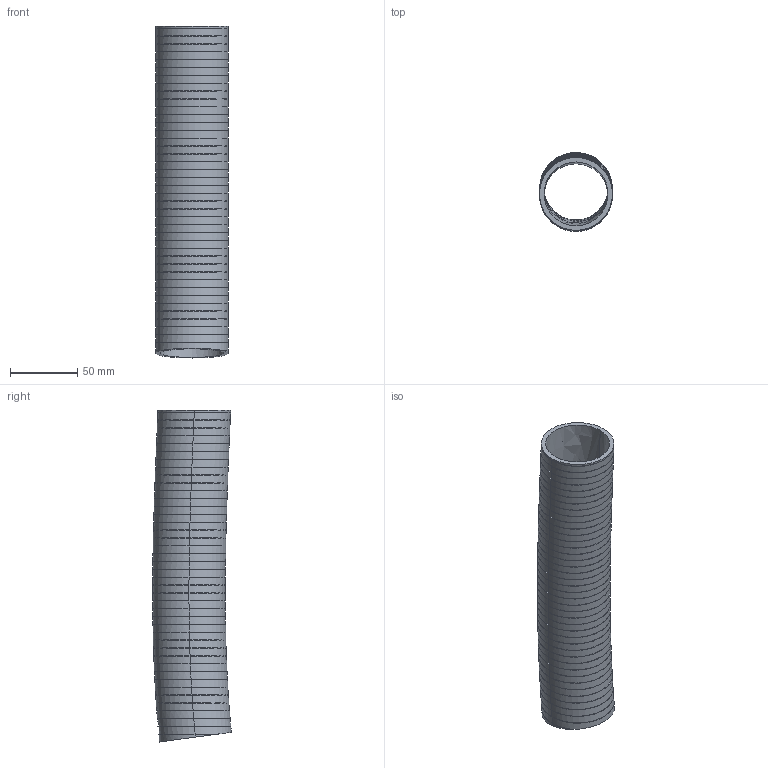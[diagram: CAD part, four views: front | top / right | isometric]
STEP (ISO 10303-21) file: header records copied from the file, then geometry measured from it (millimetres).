
FILE_DESCRIPTION (( 'STEP AP214' ), '1' );
FILE_NAME ('SM-1013-HY.STEP', '2007-12-08T05:13:31', ( '*' ), ( '' ), 'SwSTEP 2.0', 'SolidWorks 2007', '' );
FILE_SCHEMA (( 'AUTOMOTIVE_DESIGN' ));
Length unit declared in the file: inch
Products named in the file (1): SM-1013-HY
Bounding box: 54.1 x 58.45 x 246.7 mm (x, y, z)
Volume: 123925.3 mm3; surface area: 111194.9 mm2
Topology: 1 solids, 1 shells, 259 faces, 537 edges, 358 vertices
Faces by surface type: bspline 87, cylinder 86, plane 86
Entity records: 23362 total; most frequent: CARTESIAN_POINT 15109, ORIENTED_EDGE 1074, DIRECTION 794, EDGE_CURVE 537, VERTEX_POINT 358, AXIS2_PLACEMENT_3D 354, EDGE_LOOP 343, B_SPLINE_CURVE_WITH_KNOTS 268
